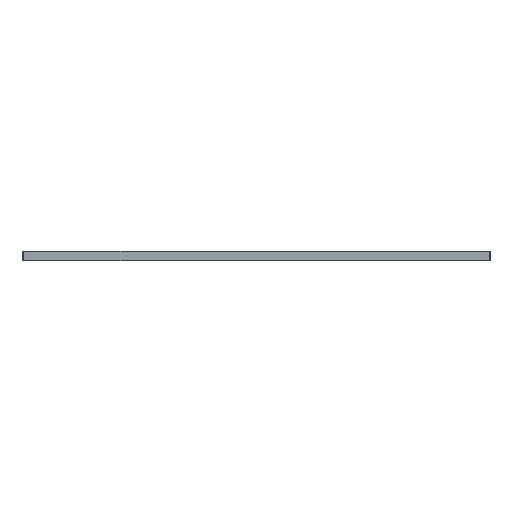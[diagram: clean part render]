
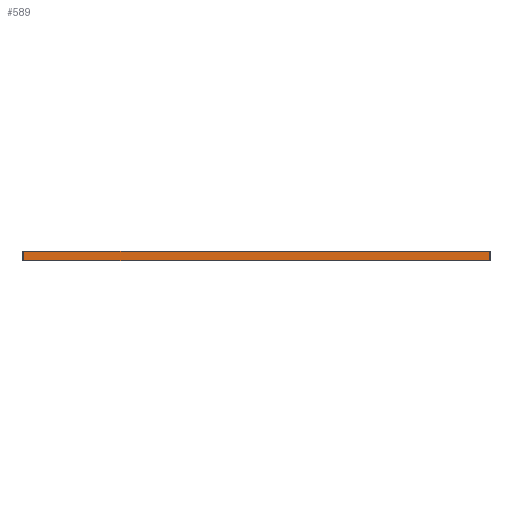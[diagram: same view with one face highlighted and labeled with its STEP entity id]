
A CAD part, left-side view. The second image highlights one B-rep face of the part: STEP entity #589.
In plain terms, the highlighted planar face has unit normal (-1, 0, 0).
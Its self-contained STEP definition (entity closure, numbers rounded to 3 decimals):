
#49 = EDGE_CURVE('',#50,#52,#54,.T.);
#50 = VERTEX_POINT('',#51);
#51 = CARTESIAN_POINT('',(122.682,95.987,0.));
#52 = VERTEX_POINT('',#53);
#53 = CARTESIAN_POINT('',(122.682,95.987,0.267));
#54 = LINE('',#55,#56);
#55 = CARTESIAN_POINT('',(122.682,95.987,0.));
#56 = VECTOR('',#57,1.);
#57 = DIRECTION('',(0.,0.,1.));
#564 = VERTEX_POINT('',#565);
#565 = CARTESIAN_POINT('',(122.682,108.687,0.267));
#571 = EDGE_CURVE('',#572,#564,#574,.T.);
#572 = VERTEX_POINT('',#573);
#573 = CARTESIAN_POINT('',(122.682,108.687,0.));
#574 = LINE('',#575,#576);
#575 = CARTESIAN_POINT('',(122.682,108.687,0.));
#576 = VECTOR('',#577,1.);
#577 = DIRECTION('',(0.,0.,1.));
#589 = ADVANCED_FACE('',(#590),#606,.F.);
#590 = FACE_BOUND('',#591,.F.);
#591 = EDGE_LOOP('',(#592,#593,#599,#600));
#592 = ORIENTED_EDGE('',*,*,#571,.T.);
#593 = ORIENTED_EDGE('',*,*,#594,.T.);
#594 = EDGE_CURVE('',#564,#52,#595,.T.);
#595 = LINE('',#596,#597);
#596 = CARTESIAN_POINT('',(122.682,108.687,0.267));
#597 = VECTOR('',#598,1.);
#598 = DIRECTION('',(0.,-1.,0.));
#599 = ORIENTED_EDGE('',*,*,#49,.F.);
#600 = ORIENTED_EDGE('',*,*,#601,.F.);
#601 = EDGE_CURVE('',#572,#50,#602,.T.);
#602 = LINE('',#603,#604);
#603 = CARTESIAN_POINT('',(122.682,108.687,0.));
#604 = VECTOR('',#605,1.);
#605 = DIRECTION('',(0.,-1.,0.));
#606 = PLANE('',#607);
#607 = AXIS2_PLACEMENT_3D('',#608,#609,#610);
#608 = CARTESIAN_POINT('',(122.682,108.687,0.));
#609 = DIRECTION('',(1.,0.,0.));
#610 = DIRECTION('',(0.,-1.,0.));
